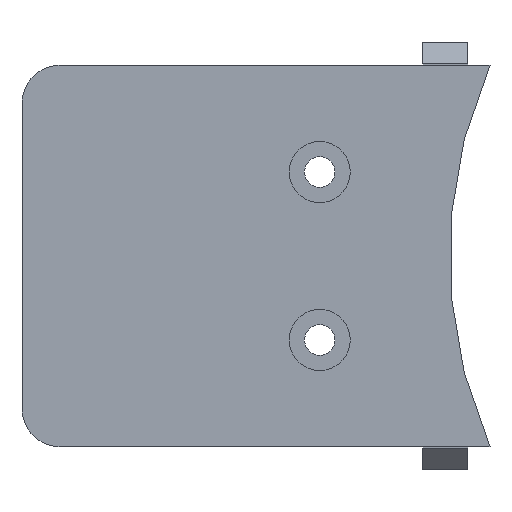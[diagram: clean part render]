
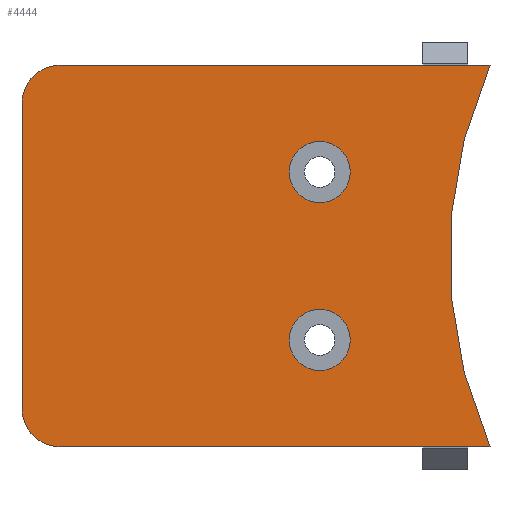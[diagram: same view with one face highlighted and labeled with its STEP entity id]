
A CAD part, front view. The second image highlights one B-rep face of the part: STEP entity #4444.
In plain terms, the highlighted planar face has unit normal (0, -1, 0).
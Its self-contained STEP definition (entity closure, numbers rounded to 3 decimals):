
#31=CIRCLE('',#4668,61.5);
#32=CIRCLE('',#4671,5.);
#33=CIRCLE('',#4672,5.);
#34=CIRCLE('',#4673,4.);
#35=CIRCLE('',#4674,4.);
#181=FACE_BOUND('',#659,.T.);
#182=FACE_BOUND('',#660,.T.);
#402=FACE_OUTER_BOUND('',#658,.T.);
#658=EDGE_LOOP('',(#3957,#3958,#3959,#3960,#3961,#3962));
#659=EDGE_LOOP('',(#3963));
#660=EDGE_LOOP('',(#3964));
#1191=LINE('',#7496,#1722);
#1193=LINE('',#7500,#1724);
#1194=LINE('',#7504,#1725);
#1722=VECTOR('',#5580,10.);
#1724=VECTOR('',#5584,10.);
#1725=VECTOR('',#5587,10.);
#2143=VERTEX_POINT('',#7489);
#2144=VERTEX_POINT('',#7491);
#2145=VERTEX_POINT('',#7495);
#2146=VERTEX_POINT('',#7499);
#2147=VERTEX_POINT('',#7501);
#2148=VERTEX_POINT('',#7503);
#2149=VERTEX_POINT('',#7506);
#2150=VERTEX_POINT('',#7508);
#2756=EDGE_CURVE('',#2143,#2144,#31,.T.);
#2757=EDGE_CURVE('',#2143,#2145,#1191,.T.);
#2759=EDGE_CURVE('',#2146,#2144,#1193,.T.);
#2760=EDGE_CURVE('',#2147,#2146,#32,.T.);
#2761=EDGE_CURVE('',#2148,#2147,#1194,.T.);
#2762=EDGE_CURVE('',#2145,#2148,#33,.T.);
#2763=EDGE_CURVE('',#2149,#2149,#34,.T.);
#2764=EDGE_CURVE('',#2150,#2150,#35,.T.);
#3957=ORIENTED_EDGE('',*,*,#2756,.T.);
#3958=ORIENTED_EDGE('',*,*,#2759,.F.);
#3959=ORIENTED_EDGE('',*,*,#2760,.F.);
#3960=ORIENTED_EDGE('',*,*,#2761,.F.);
#3961=ORIENTED_EDGE('',*,*,#2762,.F.);
#3962=ORIENTED_EDGE('',*,*,#2757,.F.);
#3963=ORIENTED_EDGE('',*,*,#2763,.T.);
#3964=ORIENTED_EDGE('',*,*,#2764,.T.);
#4218=PLANE('',#4670);
#4444=ADVANCED_FACE('',(#402,#181,#182),#4218,.F.);
#4668=AXIS2_PLACEMENT_3D('',#7493,#5576,#5577);
#4670=AXIS2_PLACEMENT_3D('',#7498,#5582,#5583);
#4671=AXIS2_PLACEMENT_3D('',#7502,#5585,#5586);
#4672=AXIS2_PLACEMENT_3D('',#7505,#5588,#5589);
#4673=AXIS2_PLACEMENT_3D('',#7507,#5590,#5591);
#4674=AXIS2_PLACEMENT_3D('',#7509,#5592,#5593);
#5576=DIRECTION('center_axis',(0.,1.,0.));
#5577=DIRECTION('ref_axis',(1.,0.,0.));
#5580=DIRECTION('',(-1.,0.,0.));
#5582=DIRECTION('center_axis',(0.,1.,0.));
#5583=DIRECTION('ref_axis',(0.,0.,1.));
#5584=DIRECTION('',(1.,0.,0.));
#5585=DIRECTION('center_axis',(0.,1.,0.));
#5586=DIRECTION('ref_axis',(-0.707,0.,0.707));
#5587=DIRECTION('',(0.,0.,1.));
#5588=DIRECTION('center_axis',(0.,1.,0.));
#5589=DIRECTION('ref_axis',(-0.707,0.,-0.707));
#5590=DIRECTION('center_axis',(0.,1.,0.));
#5591=DIRECTION('ref_axis',(1.,0.,0.));
#5592=DIRECTION('center_axis',(0.,1.,0.));
#5593=DIRECTION('ref_axis',(1.,0.,0.));
#7489=CARTESIAN_POINT('',(-56.189,0.,-25.));
#7491=CARTESIAN_POINT('',(-56.189,0.,25.));
#7493=CARTESIAN_POINT('Origin',(0.,0.,0.));
#7495=CARTESIAN_POINT('',(-112.5,0.,-25.));
#7496=CARTESIAN_POINT('',(-55.642,0.,-25.));
#7498=CARTESIAN_POINT('Origin',(-28.25,0.,0.));
#7499=CARTESIAN_POINT('',(-112.5,0.,25.));
#7500=CARTESIAN_POINT('',(-117.5,0.,25.));
#7501=CARTESIAN_POINT('',(-117.5,0.,20.));
#7502=CARTESIAN_POINT('Origin',(-112.5,0.,20.));
#7503=CARTESIAN_POINT('',(-117.5,0.,-20.));
#7504=CARTESIAN_POINT('',(-117.5,0.,-25.));
#7505=CARTESIAN_POINT('Origin',(-112.5,0.,-20.));
#7506=CARTESIAN_POINT('',(-82.5,0.,-11.));
#7507=CARTESIAN_POINT('Origin',(-78.5,0.,-11.));
#7508=CARTESIAN_POINT('',(-82.5,0.,11.));
#7509=CARTESIAN_POINT('Origin',(-78.5,0.,11.));
